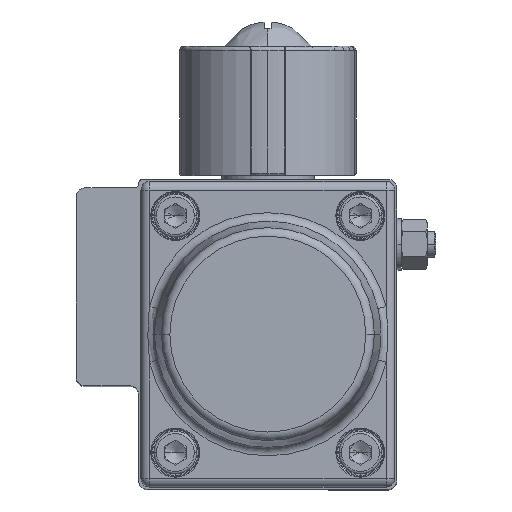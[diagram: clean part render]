
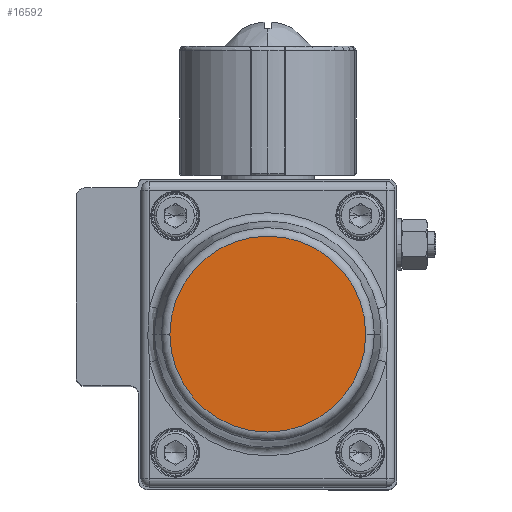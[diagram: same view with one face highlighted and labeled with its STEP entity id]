
A CAD part, top view. The second image highlights one B-rep face of the part: STEP entity #16592.
In plain terms, the highlighted planar face has unit normal (0, 0, 1).
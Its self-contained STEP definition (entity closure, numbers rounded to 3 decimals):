
#820 = ORIENTED_EDGE ( 'NONE', *, *, #45195, .T. ) ;
#8696 = DIRECTION ( 'NONE',  ( -1., 0., 0. ) ) ;
#9756 = CARTESIAN_POINT ( 'NONE',  ( 0., 0., 73.5 ) ) ;
#16592 = ADVANCED_FACE ( 'NONE', ( #40129 ), #31220, .F. ) ;
#18839 = EDGE_LOOP ( 'NONE', ( #820, #20977 ) ) ;
#19990 = AXIS2_PLACEMENT_3D ( 'NONE', #55725, #42960, #80760 ) ;
#20977 = ORIENTED_EDGE ( 'NONE', *, *, #37941, .T. ) ;
#22867 = CARTESIAN_POINT ( 'NONE',  ( -22.757, 0., 73.5 ) ) ;
#27082 = AXIS2_PLACEMENT_3D ( 'NONE', #48867, #73925, #55115 ) ;
#27522 = VERTEX_POINT ( 'NONE', #22867 ) ;
#31220 = PLANE ( 'NONE',  #27082 ) ;
#34431 = CIRCLE ( 'NONE', #19990, 22.757 ) ;
#37340 = CIRCLE ( 'NONE', #50572, 22.757 ) ;
#37941 = EDGE_CURVE ( 'NONE', #51103, #27522, #34431, .T. ) ;
#40129 = FACE_OUTER_BOUND ( 'NONE', #18839, .T. ) ;
#42960 = DIRECTION ( 'NONE',  ( 0., 0., 1. ) ) ;
#45195 = EDGE_CURVE ( 'NONE', #27522, #51103, #37340, .T. ) ;
#45944 = DIRECTION ( 'NONE',  ( 0., 0., 1. ) ) ;
#48867 = CARTESIAN_POINT ( 'NONE',  ( 0., 0., 73.5 ) ) ;
#50572 = AXIS2_PLACEMENT_3D ( 'NONE', #9756, #45944, #8696 ) ;
#51103 = VERTEX_POINT ( 'NONE', #66950 ) ;
#55115 = DIRECTION ( 'NONE',  ( 1., 0., 0. ) ) ;
#55725 = CARTESIAN_POINT ( 'NONE',  ( 0., 0., 73.5 ) ) ;
#66950 = CARTESIAN_POINT ( 'NONE',  ( 22.757, 0., 73.5 ) ) ;
#73925 = DIRECTION ( 'NONE',  ( 0., 0., -1. ) ) ;
#80760 = DIRECTION ( 'NONE',  ( -1., 0., 0. ) ) ;
